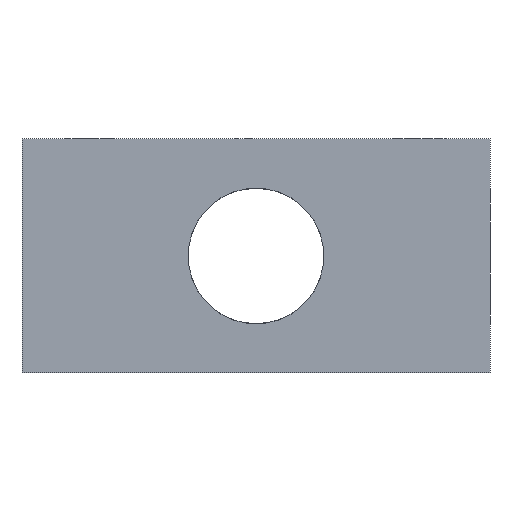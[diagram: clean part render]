
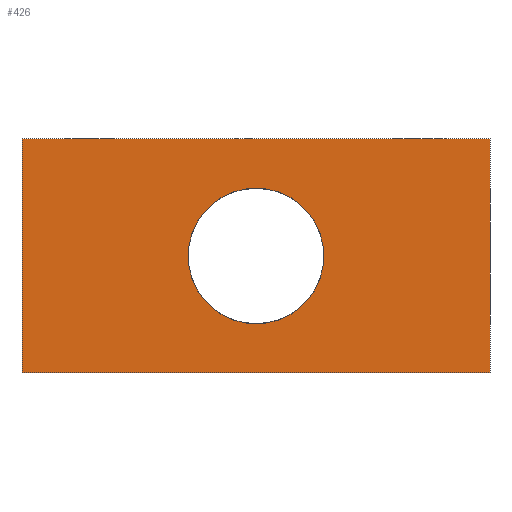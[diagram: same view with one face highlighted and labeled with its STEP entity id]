
A CAD part, front view. The second image highlights one B-rep face of the part: STEP entity #426.
In plain terms, the highlighted planar face has unit normal (0, -1, 0).
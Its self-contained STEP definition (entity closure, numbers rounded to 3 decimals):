
#17=LINE('',#709,#29);
#19=LINE('',#714,#31);
#21=LINE('',#718,#33);
#22=LINE('',#719,#34);
#29=VECTOR('',#604,10.);
#31=VECTOR('',#608,10.);
#33=VECTOR('',#612,10.);
#34=VECTOR('',#613,10.);
#40=PLANE('',#491);
#69=FACE_BOUND('',#165,.T.);
#79=CIRCLE('',#441,5.8);
#116=FACE_OUTER_BOUND('',#164,.T.);
#164=EDGE_LOOP('',(#340,#341,#342,#343));
#165=EDGE_LOOP('',(#344));
#196=VERTEX_POINT('',#629);
#221=VERTEX_POINT('',#703);
#223=VERTEX_POINT('',#707);
#225=VERTEX_POINT('',#712);
#226=VERTEX_POINT('',#717);
#230=EDGE_CURVE('',#196,#196,#79,.T.);
#265=EDGE_CURVE('',#221,#223,#17,.T.);
#267=EDGE_CURVE('',#225,#223,#19,.T.);
#269=EDGE_CURVE('',#225,#226,#21,.T.);
#270=EDGE_CURVE('',#226,#221,#22,.T.);
#340=ORIENTED_EDGE('',*,*,#269,.T.);
#341=ORIENTED_EDGE('',*,*,#270,.T.);
#342=ORIENTED_EDGE('',*,*,#265,.T.);
#343=ORIENTED_EDGE('',*,*,#267,.F.);
#344=ORIENTED_EDGE('',*,*,#230,.T.);
#426=ADVANCED_FACE('',(#116,#69),#40,.T.);
#441=AXIS2_PLACEMENT_3D('',#630,#503,#504);
#491=AXIS2_PLACEMENT_3D('',#716,#610,#611);
#503=DIRECTION('center_axis',(0.,1.,0.));
#504=DIRECTION('ref_axis',(1.,0.,0.));
#604=DIRECTION('',(1.,0.,0.));
#608=DIRECTION('',(0.,0.,-1.));
#610=DIRECTION('center_axis',(0.,-1.,0.));
#611=DIRECTION('ref_axis',(0.,0.,-1.));
#612=DIRECTION('',(-1.,0.,0.));
#613=DIRECTION('',(0.,0.,-1.));
#629=CARTESIAN_POINT('',(5.8,-57.5,0.));
#630=CARTESIAN_POINT('Origin',(0.,-57.5,0.));
#703=CARTESIAN_POINT('',(-20.,-57.5,-10.));
#707=CARTESIAN_POINT('',(20.,-57.5,-10.));
#709=CARTESIAN_POINT('',(20.,-57.5,-10.));
#712=CARTESIAN_POINT('',(20.,-57.5,10.));
#714=CARTESIAN_POINT('',(20.,-57.5,0.));
#716=CARTESIAN_POINT('Origin',(20.,-57.5,0.));
#717=CARTESIAN_POINT('',(-20.,-57.5,10.));
#718=CARTESIAN_POINT('',(20.,-57.5,10.));
#719=CARTESIAN_POINT('',(-20.,-57.5,0.));
